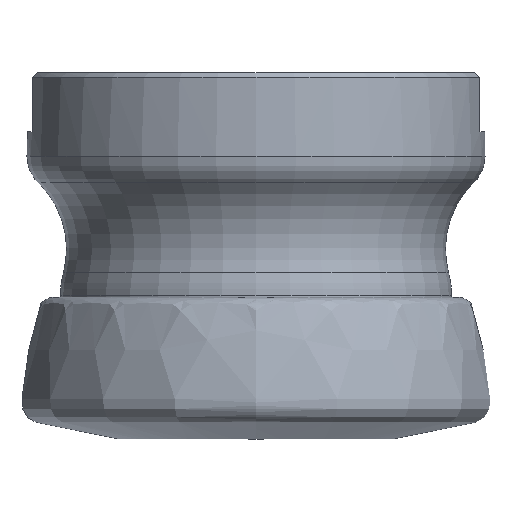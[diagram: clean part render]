
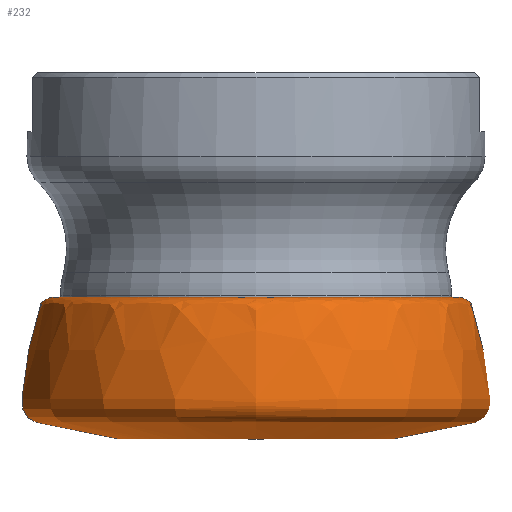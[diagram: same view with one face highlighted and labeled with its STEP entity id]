
A CAD part, left-side view. The second image highlights one B-rep face of the part: STEP entity #232.
In plain terms, the highlighted face is a revolution surface.
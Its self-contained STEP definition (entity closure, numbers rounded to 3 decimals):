
#81=SURFACE_OF_REVOLUTION('',#128,#83);
#83=AXIS1_PLACEMENT('',#1274,#953);
#128=B_SPLINE_CURVE_WITH_KNOTS('',5,(#1242,#1243,#1244,#1245,#1246,#1247,
#1248,#1249,#1250,#1251,#1252,#1253,#1254,#1255,#1256,#1257,#1258,#1259,
#1260,#1261,#1262,#1263,#1264,#1265,#1266,#1267,#1268,#1269,#1270,#1271,
#1272,#1273),.UNSPECIFIED.,.F.,.F.,(6,1,1,1,1,1,1,1,1,1,1,1,1,1,1,1,1,1,
1,1,1,1,1,1,1,1,1,6),(0.,0.058,0.149,0.24,
0.33,0.369,0.379,0.392,
0.404,0.415,0.438,0.461,
0.471,0.484,0.519,0.601,
0.694,0.787,0.832,0.856,
0.874,0.884,0.907,0.916,
0.93,0.953,0.977,1.),.UNSPECIFIED.);
#232=ADVANCED_FACE('',(#288,#289),#81,.F.);
#288=FACE_BOUND('',#346,.T.);
#289=FACE_BOUND('',#347,.T.);
#346=EDGE_LOOP('',(#476));
#347=EDGE_LOOP('',(#477));
#476=ORIENTED_EDGE('',*,*,#589,.F.);
#477=ORIENTED_EDGE('',*,*,#588,.F.);
#523=VERTEX_POINT('',#1224);
#524=VERTEX_POINT('',#1226);
#588=EDGE_CURVE('',#523,#523,#621,.T.);
#589=EDGE_CURVE('',#524,#524,#622,.T.);
#621=CIRCLE('',#773,14.96);
#622=CIRCLE('',#774,21.452);
#773=AXIS2_PLACEMENT_3D('',#1223,#948,#949);
#774=AXIS2_PLACEMENT_3D('',#1225,#950,#951);
#948=DIRECTION('',(0.,0.,-1.));
#949=DIRECTION('',(-1.,0.,0.));
#950=DIRECTION('',(0.,0.,1.));
#951=DIRECTION('',(-1.,0.,0.));
#953=DIRECTION('',(0.,0.,-1.));
#1223=CARTESIAN_POINT('',(0.,0.,-39.96));
#1224=CARTESIAN_POINT('',(-14.96,0.,-39.96));
#1225=CARTESIAN_POINT('',(0.,0.,-24.515));
#1226=CARTESIAN_POINT('',(-21.452,0.,-24.515));
#1242=CARTESIAN_POINT('',(-14.96,0.,-39.96));
#1243=CARTESIAN_POINT('',(-15.255,0.,-39.904));
#1244=CARTESIAN_POINT('',(-16.014,0.,-39.759));
#1245=CARTESIAN_POINT('',(-17.235,0.,-39.53));
#1246=CARTESIAN_POINT('',(-18.913,0.,-39.197));
#1247=CARTESIAN_POINT('',(-20.795,0.,-38.865));
#1248=CARTESIAN_POINT('',(-22.423,0.,-38.524));
#1249=CARTESIAN_POINT('',(-23.665,0.,-38.323));
#1250=CARTESIAN_POINT('',(-24.499,0.,-38.144));
#1251=CARTESIAN_POINT('',(-24.888,0.,-37.931));
#1252=CARTESIAN_POINT('',(-25.184,0.,-37.729));
#1253=CARTESIAN_POINT('',(-25.486,0.,-37.426));
#1254=CARTESIAN_POINT('',(-25.722,0.,-37.086));
#1255=CARTESIAN_POINT('',(-25.876,0.,-36.699));
#1256=CARTESIAN_POINT('',(-26.002,0.,-36.168));
#1257=CARTESIAN_POINT('',(-25.936,0.,-35.321));
#1258=CARTESIAN_POINT('',(-25.616,0.,-34.15));
#1259=CARTESIAN_POINT('',(-25.387,0.,-32.53));
#1260=CARTESIAN_POINT('',(-24.97,0.,-30.774));
#1261=CARTESIAN_POINT('',(-24.69,0.,-29.053));
#1262=CARTESIAN_POINT('',(-24.388,0.,-27.673));
#1263=CARTESIAN_POINT('',(-24.223,0.,-26.706));
#1264=CARTESIAN_POINT('',(-24.102,0.,-26.093));
#1265=CARTESIAN_POINT('',(-23.93,0.,-25.692));
#1266=CARTESIAN_POINT('',(-23.719,0.,-25.366));
#1267=CARTESIAN_POINT('',(-23.44,0.,-25.057));
#1268=CARTESIAN_POINT('',(-23.052,0.,-24.768));
#1269=CARTESIAN_POINT('',(-22.61,0.,-24.56));
#1270=CARTESIAN_POINT('',(-22.176,0.,-24.47));
#1271=CARTESIAN_POINT('',(-21.811,0.,-24.464));
#1272=CARTESIAN_POINT('',(-21.571,0.,-24.493));
#1273=CARTESIAN_POINT('',(-21.452,0.,-24.515));
#1274=CARTESIAN_POINT('',(0.,0.,0.));
